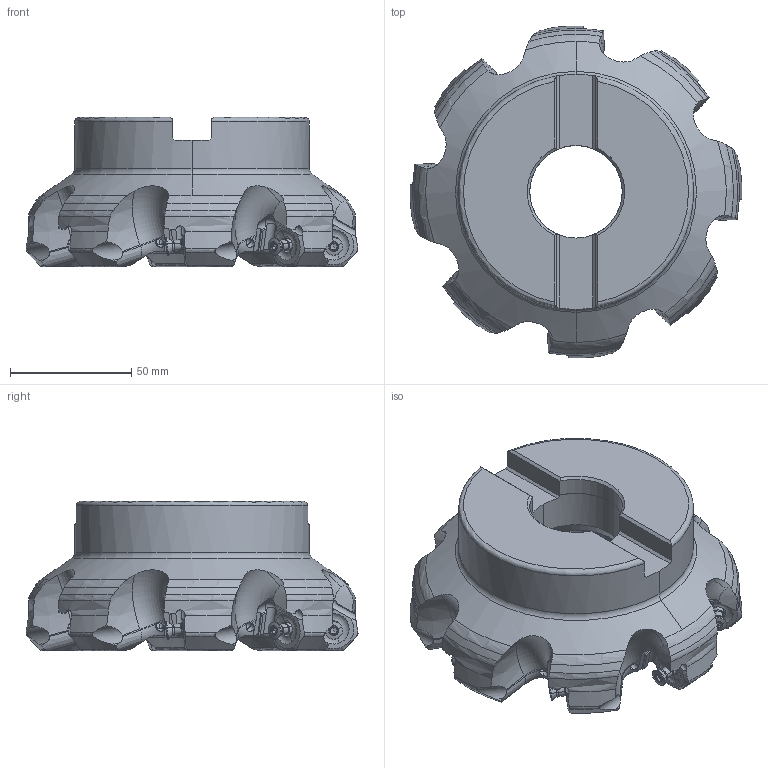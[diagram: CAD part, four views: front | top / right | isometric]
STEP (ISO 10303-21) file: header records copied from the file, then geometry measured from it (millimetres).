
FILE_DESCRIPTION(/* description */ (''),/* implementation_level */ '2;1');
FILE_NAME(/* name */ 'AHX640SUR0508EA.stp',/* time_stamp */ '2018-08-03T11:35:34+09:00',/* author */ (''),/* organization */ (''),/* preprocessor_version */ 'ST-DEVELOPER v16',/* originating_system */ 'SIEMENS PLM Software NX 10.0',/* authorisation */ '');
FILE_SCHEMA (('AUTOMOTIVE_DESIGN { 1 0 10303 214 3 1 1 1 }'));
Length unit declared in the file: millimetre
Products named in the file (1): AHX640SUR0508EA_ASM
Bounding box: 136.76 x 136.8 x 61.71 mm (x, y, z)
Volume: 427615.5 mm3; surface area: 60535.3 mm2
Topology: 9 solids, 9 shells, 939 faces, 2618 edges, 1663 vertices
Faces by surface type: cylinder 380, cone 220, plane 164, torus 103, sphere 56, bspline 16
Entity records: 40304 total; most frequent: CARTESIAN_POINT 17996, ORIENTED_EDGE 5140, DIRECTION 4012, EDGE_CURVE 2570, AXIS2_PLACEMENT_3D 1725, VERTEX_POINT 1663, B_SPLINE_CURVE_WITH_KNOTS 1246, EDGE_LOOP 971
